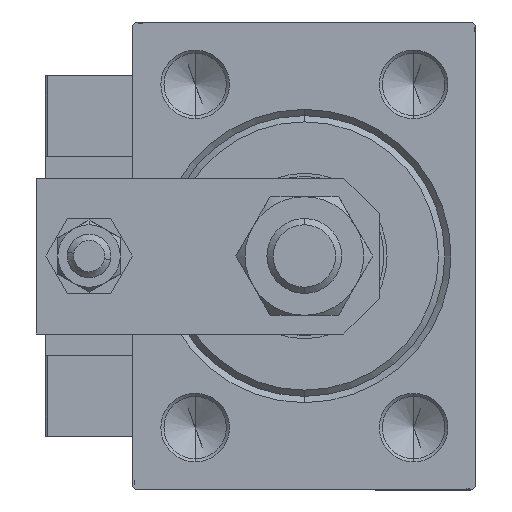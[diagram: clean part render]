
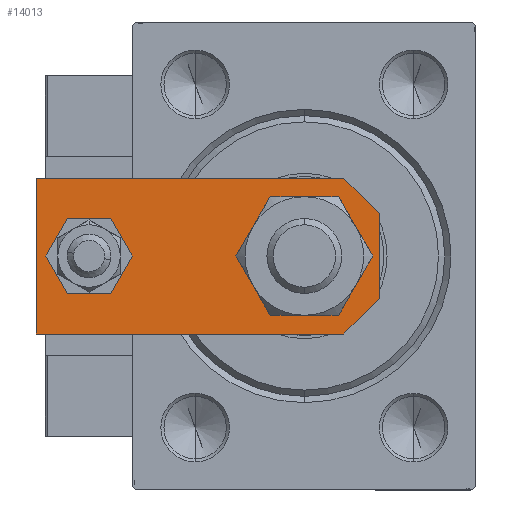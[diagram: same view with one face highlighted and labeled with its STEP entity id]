
A CAD part, left-side view. The second image highlights one B-rep face of the part: STEP entity #14013.
In plain terms, the highlighted face is planar.
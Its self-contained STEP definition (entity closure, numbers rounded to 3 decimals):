
#315 = DIRECTION ( 'NONE',  ( 0., -1., 0. ) ) ;
#1067 = VERTEX_POINT ( 'NONE', #16645 ) ;
#2144 = ORIENTED_EDGE ( 'NONE', *, *, #38190, .T. ) ;
#2270 = DIRECTION ( 'NONE',  ( 1., 0., 0. ) ) ;
#2756 = DIRECTION ( 'NONE',  ( 0., 0., 1. ) ) ;
#4083 = EDGE_CURVE ( 'NONE', #24117, #17013, #11321, .T. ) ;
#4497 = ORIENTED_EDGE ( 'NONE', *, *, #35809, .T. ) ;
#4522 = CARTESIAN_POINT ( 'NONE',  ( 0., 0., 6. ) ) ;
#5034 = VERTEX_POINT ( 'NONE', #18323 ) ;
#6280 = LINE ( 'NONE', #42660, #20894 ) ;
#7645 = CIRCLE ( 'NONE', #42646, 8.25 ) ;
#7725 = VERTEX_POINT ( 'NONE', #12978 ) ;
#8439 = CARTESIAN_POINT ( 'NONE',  ( 0., 46.5, 6. ) ) ;
#9265 = DIRECTION ( 'NONE',  ( 0., 0., 1. ) ) ;
#9308 = ORIENTED_EDGE ( 'NONE', *, *, #36552, .F. ) ;
#9915 = LINE ( 'NONE', #38281, #20050 ) ;
#10469 = ORIENTED_EDGE ( 'NONE', *, *, #22367, .F. ) ;
#11321 = LINE ( 'NONE', #44758, #28635 ) ;
#11591 = DIRECTION ( 'NONE',  ( 0.707, -0.707, 0. ) ) ;
#12289 = DIRECTION ( 'NONE',  ( 1., 0., 0. ) ) ;
#12978 = CARTESIAN_POINT ( 'NONE',  ( 12.5, 55., 6. ) ) ;
#13248 = DIRECTION ( 'NONE',  ( 0., 0., 1. ) ) ;
#14013 = ADVANCED_FACE ( 'NONE', ( #20559, #48960, #27797 ), #52691, .T. ) ;
#14201 = DIRECTION ( 'NONE',  ( 0.707, 0.707, 0. ) ) ;
#14470 = DIRECTION ( 'NONE',  ( 0., 0., 1. ) ) ;
#14682 = CARTESIAN_POINT ( 'NONE',  ( 4., 46.5, 6. ) ) ;
#14703 = EDGE_CURVE ( 'NONE', #7725, #22804, #50145, .T. ) ;
#14748 = CARTESIAN_POINT ( 'NONE',  ( -6.84, 0., 6. ) ) ;
#15776 = ORIENTED_EDGE ( 'NONE', *, *, #27209, .T. ) ;
#15889 = EDGE_CURVE ( 'NONE', #42981, #30883, #26249, .T. ) ;
#16479 = ORIENTED_EDGE ( 'NONE', *, *, #4083, .T. ) ;
#16645 = CARTESIAN_POINT ( 'NONE',  ( -8.25, 12., 6. ) ) ;
#17013 = VERTEX_POINT ( 'NONE', #14748 ) ;
#18323 = CARTESIAN_POINT ( 'NONE',  ( 6.84, 0., 6. ) ) ;
#19058 = DIRECTION ( 'NONE',  ( 1., 0., 0. ) ) ;
#19503 = EDGE_CURVE ( 'NONE', #40032, #1067, #7645, .T. ) ;
#20050 = VECTOR ( 'NONE', #14201, 1000. ) ;
#20377 = CARTESIAN_POINT ( 'NONE',  ( -12.5, 55., 6. ) ) ;
#20490 = DIRECTION ( 'NONE',  ( 1., 0., 0. ) ) ;
#20559 = FACE_BOUND ( 'NONE', #36357, .T. ) ;
#20894 = VECTOR ( 'NONE', #2270, 1000. ) ;
#21112 = AXIS2_PLACEMENT_3D ( 'NONE', #4522, #35840, #12289 ) ;
#22367 = EDGE_CURVE ( 'NONE', #30883, #42981, #29933, .T. ) ;
#22714 = LINE ( 'NONE', #51355, #52208 ) ;
#22804 = VERTEX_POINT ( 'NONE', #38043 ) ;
#22845 = CARTESIAN_POINT ( 'NONE',  ( 8.25, 12., 6. ) ) ;
#24033 = VERTEX_POINT ( 'NONE', #34757 ) ;
#24117 = VERTEX_POINT ( 'NONE', #39294 ) ;
#24368 = AXIS2_PLACEMENT_3D ( 'NONE', #33342, #9265, #20490 ) ;
#25028 = DIRECTION ( 'NONE',  ( 0., 1., 0. ) ) ;
#26249 = CIRCLE ( 'NONE', #30539, 4. ) ;
#26444 = ORIENTED_EDGE ( 'NONE', *, *, #19503, .F. ) ;
#26477 = CARTESIAN_POINT ( 'NONE',  ( 12.5, 55., 6. ) ) ;
#27209 = EDGE_CURVE ( 'NONE', #22804, #24117, #49827, .T. ) ;
#27797 = FACE_BOUND ( 'NONE', #52095, .T. ) ;
#28635 = VECTOR ( 'NONE', #11591, 1000. ) ;
#29933 = CIRCLE ( 'NONE', #47894, 4. ) ;
#29982 = ORIENTED_EDGE ( 'NONE', *, *, #46260, .T. ) ;
#30539 = AXIS2_PLACEMENT_3D ( 'NONE', #38545, #14470, #30781 ) ;
#30781 = DIRECTION ( 'NONE',  ( 1., 0., 0. ) ) ;
#30883 = VERTEX_POINT ( 'NONE', #14682 ) ;
#33018 = CARTESIAN_POINT ( 'NONE',  ( -4., 46.5, 6. ) ) ;
#33286 = DIRECTION ( 'NONE',  ( -1., 0., 0. ) ) ;
#33309 = DIRECTION ( 'NONE',  ( 1., 0., 0. ) ) ;
#33342 = CARTESIAN_POINT ( 'NONE',  ( 0., 12., 6. ) ) ;
#34757 = CARTESIAN_POINT ( 'NONE',  ( 12.5, 5.66, 6. ) ) ;
#35431 = ORIENTED_EDGE ( 'NONE', *, *, #14703, .T. ) ;
#35809 = EDGE_CURVE ( 'NONE', #17013, #5034, #6280, .T. ) ;
#35840 = DIRECTION ( 'NONE',  ( 0., 0., 1. ) ) ;
#36016 = VECTOR ( 'NONE', #315, 1000. ) ;
#36185 = CARTESIAN_POINT ( 'NONE',  ( 0., 12., 6. ) ) ;
#36357 = EDGE_LOOP ( 'NONE', ( #44536, #10469 ) ) ;
#36552 = EDGE_CURVE ( 'NONE', #1067, #40032, #39769, .T. ) ;
#38043 = CARTESIAN_POINT ( 'NONE',  ( -12.5, 55., 6. ) ) ;
#38190 = EDGE_CURVE ( 'NONE', #5034, #24033, #9915, .T. ) ;
#38281 = CARTESIAN_POINT ( 'NONE',  ( 3.42, -3.42, 6. ) ) ;
#38545 = CARTESIAN_POINT ( 'NONE',  ( 0., 46.5, 6. ) ) ;
#39294 = CARTESIAN_POINT ( 'NONE',  ( -12.5, 5.66, 6. ) ) ;
#39769 = CIRCLE ( 'NONE', #24368, 8.25 ) ;
#40032 = VERTEX_POINT ( 'NONE', #22845 ) ;
#42469 = VECTOR ( 'NONE', #33286, 1000. ) ;
#42646 = AXIS2_PLACEMENT_3D ( 'NONE', #36185, #2756, #19058 ) ;
#42660 = CARTESIAN_POINT ( 'NONE',  ( -12.5, 0., 6. ) ) ;
#42981 = VERTEX_POINT ( 'NONE', #33018 ) ;
#44536 = ORIENTED_EDGE ( 'NONE', *, *, #15889, .F. ) ;
#44758 = CARTESIAN_POINT ( 'NONE',  ( -3.42, -3.42, 6. ) ) ;
#46260 = EDGE_CURVE ( 'NONE', #24033, #7725, #22714, .T. ) ;
#47894 = AXIS2_PLACEMENT_3D ( 'NONE', #8439, #13248, #33309 ) ;
#48960 = FACE_OUTER_BOUND ( 'NONE', #49935, .T. ) ;
#49827 = LINE ( 'NONE', #20377, #36016 ) ;
#49935 = EDGE_LOOP ( 'NONE', ( #15776, #16479, #4497, #2144, #29982, #35431 ) ) ;
#50145 = LINE ( 'NONE', #26477, #42469 ) ;
#51355 = CARTESIAN_POINT ( 'NONE',  ( 12.5, 0., 6. ) ) ;
#52095 = EDGE_LOOP ( 'NONE', ( #9308, #26444 ) ) ;
#52208 = VECTOR ( 'NONE', #25028, 1000. ) ;
#52691 = PLANE ( 'NONE',  #21112 ) ;
